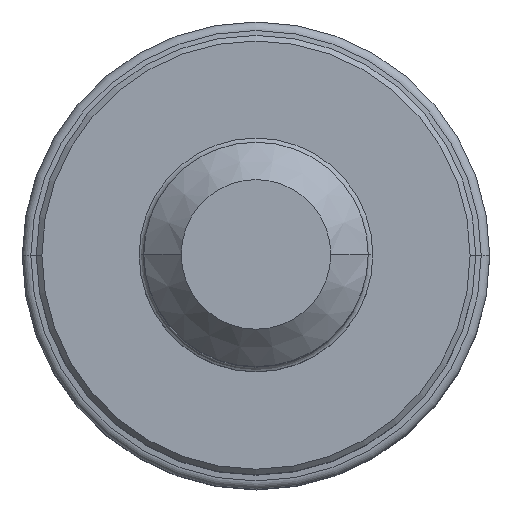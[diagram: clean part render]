
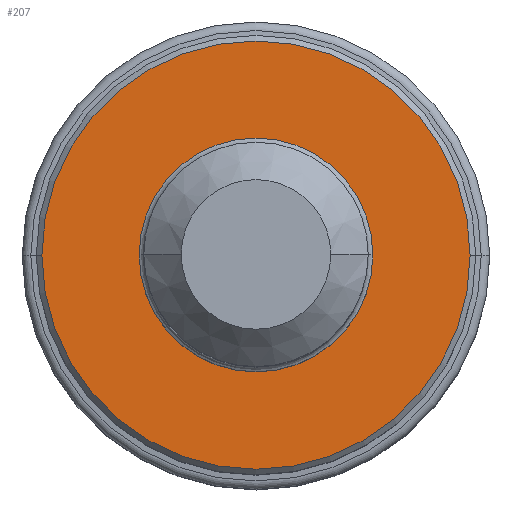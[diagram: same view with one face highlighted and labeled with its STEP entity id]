
A CAD part, top view. The second image highlights one B-rep face of the part: STEP entity #207.
In plain terms, the highlighted planar face has unit normal (0, 0, 1).
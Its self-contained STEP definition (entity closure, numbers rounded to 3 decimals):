
#207=ADVANCED_FACE('',(#254,#255),#249,.F.);
#249=PLANE('',#1253);
#254=FACE_BOUND('',#286,.T.);
#255=FACE_BOUND('',#287,.T.);
#286=EDGE_LOOP('',(#448,#449));
#287=EDGE_LOOP('',(#450,#451));
#448=ORIENTED_EDGE('',*,*,#742,.T.);
#449=ORIENTED_EDGE('',*,*,#743,.T.);
#450=ORIENTED_EDGE('',*,*,#744,.T.);
#451=ORIENTED_EDGE('',*,*,#745,.T.);
#640=VERTEX_POINT('',#2028);
#641=VERTEX_POINT('',#2029);
#642=VERTEX_POINT('',#2032);
#643=VERTEX_POINT('',#2033);
#742=EDGE_CURVE('',#640,#641,#876,.T.);
#743=EDGE_CURVE('',#641,#640,#877,.T.);
#744=EDGE_CURVE('',#642,#643,#878,.T.);
#745=EDGE_CURVE('',#643,#642,#879,.T.);
#876=CIRCLE('',#1249,11.45);
#877=CIRCLE('',#1250,11.45);
#878=CIRCLE('',#1251,6.15);
#879=CIRCLE('',#1252,6.15);
#1249=AXIS2_PLACEMENT_3D('',#2027,#1543,#1544);
#1250=AXIS2_PLACEMENT_3D('',#2030,#1545,#1546);
#1251=AXIS2_PLACEMENT_3D('',#2031,#1547,#1548);
#1252=AXIS2_PLACEMENT_3D('',#2034,#1549,#1550);
#1253=AXIS2_PLACEMENT_3D('',#2035,#1551,#1552);
#1543=DIRECTION('',(0.,0.,1.));
#1544=DIRECTION('',(-1.,0.,0.));
#1545=DIRECTION('',(0.,0.,1.));
#1546=DIRECTION('',(1.,0.,0.));
#1547=DIRECTION('',(0.,0.,-1.));
#1548=DIRECTION('',(1.,0.,0.));
#1549=DIRECTION('',(0.,0.,-1.));
#1550=DIRECTION('',(-1.,0.,0.));
#1551=DIRECTION('',(0.,0.,-1.));
#1552=DIRECTION('',(1.,0.,0.));
#2027=CARTESIAN_POINT('',(0.,0.,0.));
#2028=CARTESIAN_POINT('',(-11.45,0.,0.));
#2029=CARTESIAN_POINT('',(11.45,0.,0.));
#2030=CARTESIAN_POINT('',(0.,0.,0.));
#2031=CARTESIAN_POINT('',(0.,0.,0.));
#2032=CARTESIAN_POINT('',(6.15,0.,0.));
#2033=CARTESIAN_POINT('',(-6.15,0.,0.));
#2034=CARTESIAN_POINT('',(0.,0.,0.));
#2035=CARTESIAN_POINT('',(0.,0.,0.));
